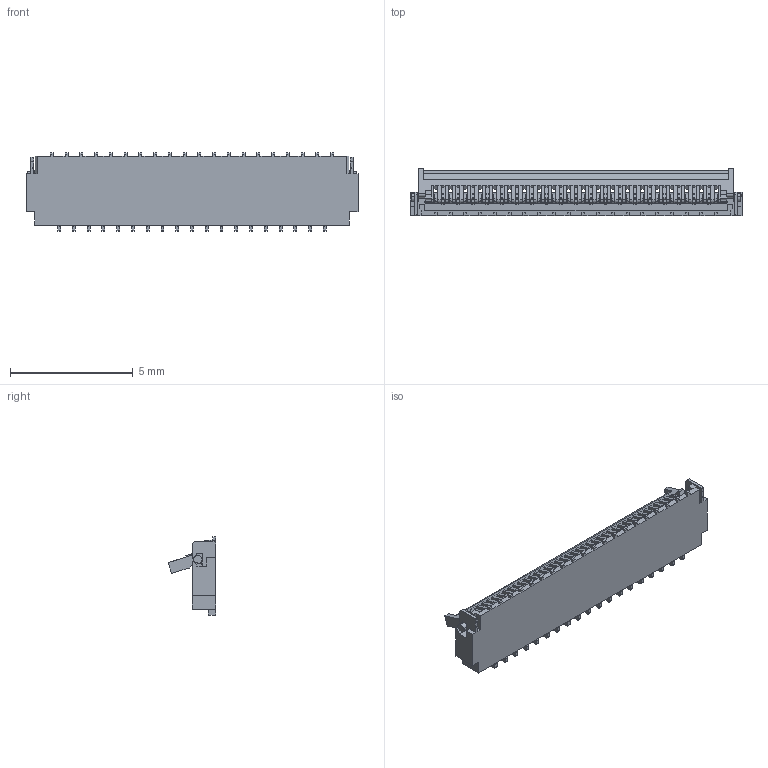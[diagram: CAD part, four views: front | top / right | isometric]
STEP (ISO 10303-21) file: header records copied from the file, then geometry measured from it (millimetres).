
FILE_DESCRIPTION((''),'2;1');
FILE_NAME('10064555-392120HLF_','2014-10-29T',('KamedaYs'),('FCI - ELX Division'),'PRO/ENGINEER BY PARAMETRIC TECHNOLOGY CORPORATION, 2013150','PRO/ENGINEER BY PARAMETRIC TECHNOLOGY CORPORATION, 2013150','');
FILE_SCHEMA(('CONFIG_CONTROL_DESIGN'));
Length unit declared in the file: millimetre
Products named in the file (1): 10064555-392120HLF_
Bounding box: 13.5 x 1.93 x 3.2 mm (x, y, z)
Volume: 28.9 mm3; surface area: 207.7 mm2
Topology: 1 solids, 1 shells, 1707 faces, 5042 edges, 3280 vertices
Faces by surface type: plane 1222, cylinder 485
Entity records: 56690 total; most frequent: CARTESIAN_POINT 10109, ORIENTED_EDGE 10084, DIRECTION 9432, EDGE_CURVE 5042, VECTOR 3986, LINE 3986, VERTEX_POINT 3280, AXIS2_PLACEMENT_3D 2723
